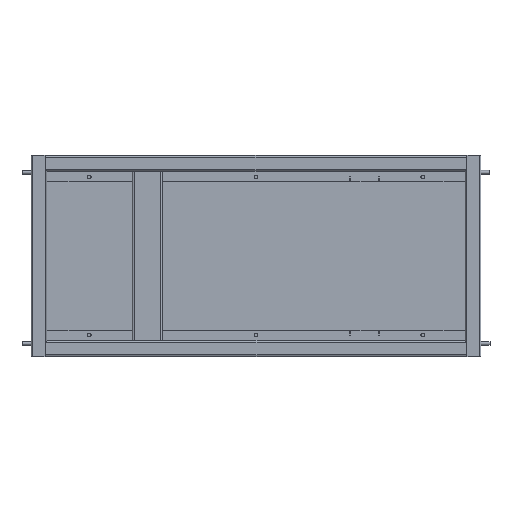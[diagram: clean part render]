
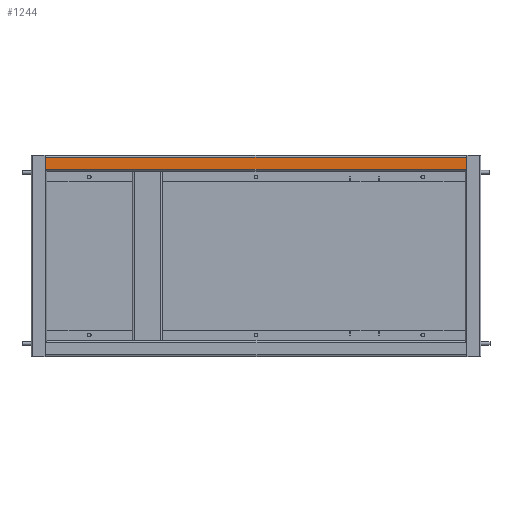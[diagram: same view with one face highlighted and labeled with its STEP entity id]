
A CAD part, front view. The second image highlights one B-rep face of the part: STEP entity #1244.
In plain terms, the highlighted planar face has unit normal (0, -1, 0).
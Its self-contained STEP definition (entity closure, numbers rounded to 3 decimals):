
#377 = PLANE ( 'NONE',  #1218 ) ;
#546 = LINE ( 'NONE', #3794, #3333 ) ;
#736 = CARTESIAN_POINT ( 'NONE',  ( 2.5, 0., 359. ) ) ;
#915 = LINE ( 'NONE', #7728, #2150 ) ;
#994 = CARTESIAN_POINT ( 'NONE',  ( 22.5, 0., 359. ) ) ;
#1054 = LINE ( 'NONE', #3644, #2186 ) ;
#1218 = AXIS2_PLACEMENT_3D ( 'NONE', #6330, #2304, #4322 ) ;
#1244 = ADVANCED_FACE ( 'NONE', ( #8255 ), #377, .T. ) ;
#1361 = EDGE_CURVE ( 'NONE', #3852, #8204, #546, .T. ) ;
#1509 = VECTOR ( 'NONE', #5318, 1000. ) ;
#1604 = CARTESIAN_POINT ( 'NONE',  ( 2.5, 0., -359. ) ) ;
#1826 = EDGE_CURVE ( 'NONE', #5138, #7716, #2697, .T. ) ;
#2055 = ORIENTED_EDGE ( 'NONE', *, *, #1826, .T. ) ;
#2150 = VECTOR ( 'NONE', #6992, 1000. ) ;
#2186 = VECTOR ( 'NONE', #2281, 1000. ) ;
#2208 = EDGE_CURVE ( 'NONE', #3852, #7131, #8549, .T. ) ;
#2281 = DIRECTION ( 'NONE',  ( 0., 0., -1. ) ) ;
#2304 = DIRECTION ( 'NONE',  ( 0., -1., 0. ) ) ;
#2439 = ORIENTED_EDGE ( 'NONE', *, *, #1361, .T. ) ;
#2587 = CARTESIAN_POINT ( 'NONE',  ( 22.5, 0., -359. ) ) ;
#2615 = CARTESIAN_POINT ( 'NONE',  ( 2.5, 0., 360. ) ) ;
#2697 = LINE ( 'NONE', #2615, #1509 ) ;
#3137 = DIRECTION ( 'NONE',  ( 0., 0., 1. ) ) ;
#3333 = VECTOR ( 'NONE', #3137, 1000. ) ;
#3416 = ORIENTED_EDGE ( 'NONE', *, *, #4829, .F. ) ;
#3644 = CARTESIAN_POINT ( 'NONE',  ( 22.5, 0., -360. ) ) ;
#3794 = CARTESIAN_POINT ( 'NONE',  ( 22.5, 0., -336. ) ) ;
#3852 = VERTEX_POINT ( 'NONE', #7998 ) ;
#3891 = EDGE_CURVE ( 'NONE', #5138, #6887, #5061, .T. ) ;
#4161 = VECTOR ( 'NONE', #6576, 1000. ) ;
#4303 = CARTESIAN_POINT ( 'NONE',  ( 22.5, 0., 359. ) ) ;
#4322 = DIRECTION ( 'NONE',  ( 0., 0., -1. ) ) ;
#4523 = EDGE_LOOP ( 'NONE', ( #7120, #2055, #5786, #6156, #2439, #3416 ) ) ;
#4829 = EDGE_CURVE ( 'NONE', #6887, #8204, #1054, .T. ) ;
#4953 = CARTESIAN_POINT ( 'NONE',  ( 22.5, 0., 336. ) ) ;
#5061 = LINE ( 'NONE', #994, #7891 ) ;
#5138 = VERTEX_POINT ( 'NONE', #736 ) ;
#5309 = EDGE_CURVE ( 'NONE', #7131, #7716, #915, .T. ) ;
#5318 = DIRECTION ( 'NONE',  ( 0., 0., -1. ) ) ;
#5786 = ORIENTED_EDGE ( 'NONE', *, *, #5309, .F. ) ;
#6156 = ORIENTED_EDGE ( 'NONE', *, *, #2208, .F. ) ;
#6330 = CARTESIAN_POINT ( 'NONE',  ( 0., 0., 0. ) ) ;
#6576 = DIRECTION ( 'NONE',  ( 0., 0., -1. ) ) ;
#6887 = VERTEX_POINT ( 'NONE', #4303 ) ;
#6952 = DIRECTION ( 'NONE',  ( 1., 0., 0. ) ) ;
#6992 = DIRECTION ( 'NONE',  ( -1., 0., 0. ) ) ;
#7120 = ORIENTED_EDGE ( 'NONE', *, *, #3891, .F. ) ;
#7131 = VERTEX_POINT ( 'NONE', #2587 ) ;
#7716 = VERTEX_POINT ( 'NONE', #1604 ) ;
#7728 = CARTESIAN_POINT ( 'NONE',  ( 22.5, 0., -359. ) ) ;
#7891 = VECTOR ( 'NONE', #6952, 1000. ) ;
#7973 = CARTESIAN_POINT ( 'NONE',  ( 22.5, 0., -360. ) ) ;
#7998 = CARTESIAN_POINT ( 'NONE',  ( 22.5, 0., -336. ) ) ;
#8204 = VERTEX_POINT ( 'NONE', #4953 ) ;
#8255 = FACE_OUTER_BOUND ( 'NONE', #4523, .T. ) ;
#8549 = LINE ( 'NONE', #7973, #4161 ) ;
